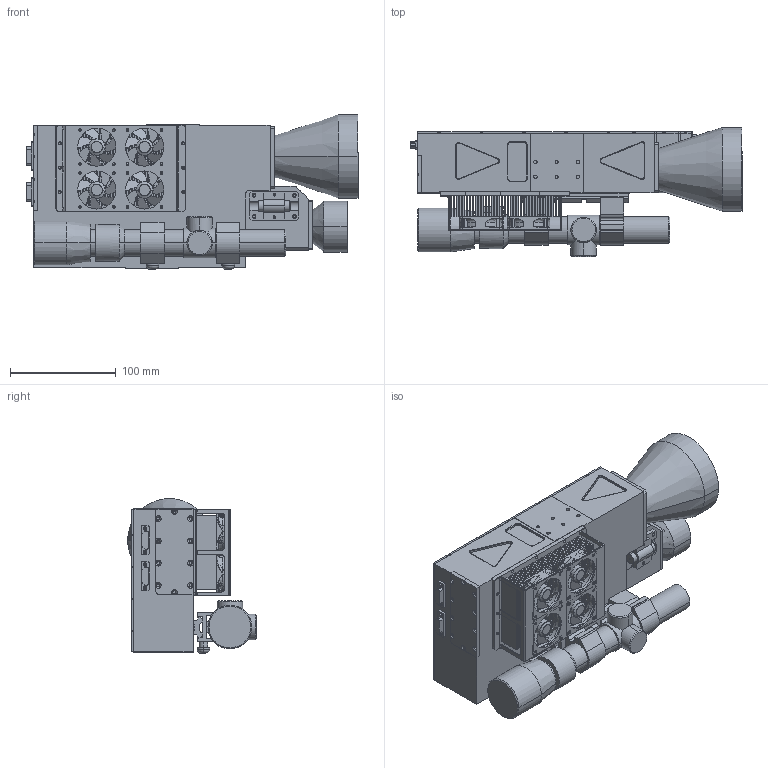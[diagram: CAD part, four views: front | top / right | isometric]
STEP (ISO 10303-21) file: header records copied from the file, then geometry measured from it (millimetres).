
FILE_DESCRIPTION (( 'STEP AP203' ), '1' );
FILE_NAME ('160mj耜桽ん軞傖.STEP', '2024-11-13T07:19:00', ( 'Owner' ), ( 'Organization' ), 'SwSTEP 2.0', 'SolidWorks 2017', '' );
FILE_SCHEMA (( 'CONFIG_CONTROL_DESIGN' ));
Products named in the file (1): 160mj耜桽ん軞傖
Bounding box: 313.3 x 121.59 x 146.25 mm (x, y, z)
Surface area: 338037.8 mm2 (no closed solid volume)
Topology: 0 solids, 69 shells, 1521 faces, 5541 edges, 3909 vertices
Faces by surface type: plane 624, cylinder 606, bspline 133, cone 132, torus 22, sphere 4
Entity records: 66617 total; most frequent: CARTESIAN_POINT 20144, DIRECTION 9859, ORIENTED_EDGE 8719, EDGE_CURVE 5496, VERTEX_POINT 3909, AXIS2_PLACEMENT_3D 3542, LINE 2775, VECTOR 2775
